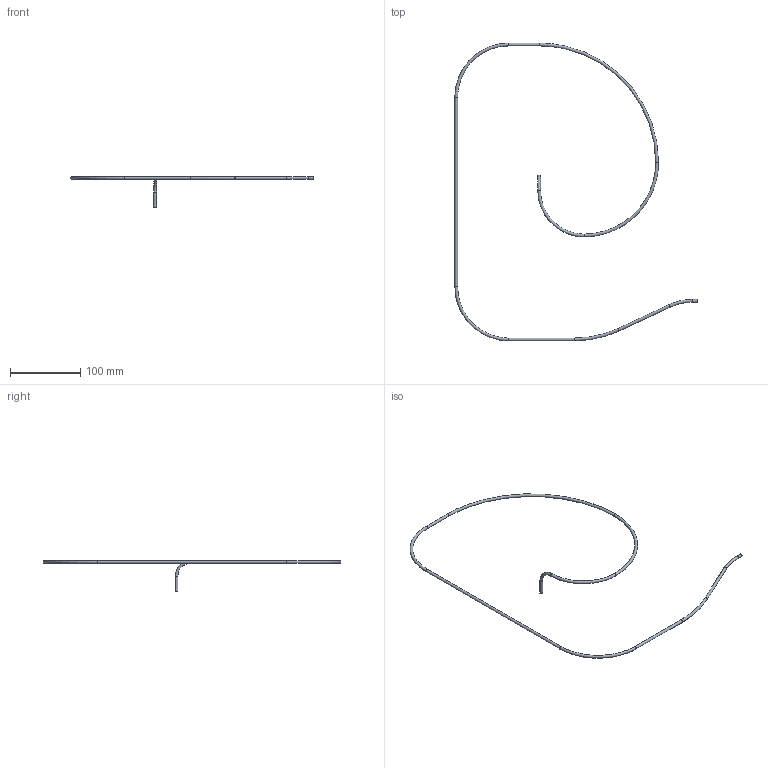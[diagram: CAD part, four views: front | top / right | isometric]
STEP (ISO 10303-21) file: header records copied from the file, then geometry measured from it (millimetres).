
FILE_DESCRIPTION(/* description */ (''),/* implementation_level */ '2;1');
FILE_NAME(/* name */ 'C04H040003-PTFE-tube-fibonacci.stp',/* time_stamp */ '2014-12-22T16:14:36+01:00',/* author */ ('MARCHA TECHNOLOGY'),/* organization */ (''),/* preprocessor_version */ 'ST-DEVELOPER v15.6',/* originating_system */ 'Autodesk Inventor 2015',/* authorisation */ '');
FILE_SCHEMA (('CONFIG_CONTROL_DESIGN'));
Length unit declared in the file: millimetre
Products named in the file (1): C04H040003-PTFE-tube-fibonacci
Bounding box: 345 x 424 x 44 mm (x, y, z)
Volume: 7743.2 mm3; surface area: 30984 mm2
Topology: 1 solids, 1 shells, 30 faces, 58 edges, 30 vertices
Faces by surface type: torus 16, cylinder 12, plane 2
Full cylindrical faces by diameter (mm): 3 x6, 4 x6
Entity records: 632 total; most frequent: DIRECTION 122, CARTESIAN_POINT 91, AXIS2_PLACEMENT_3D 61, EDGE_LOOP 60, ORIENTED_EDGE 60, FACE_BOUND 30, FACE_OUTER_BOUND 30, CIRCLE 30
